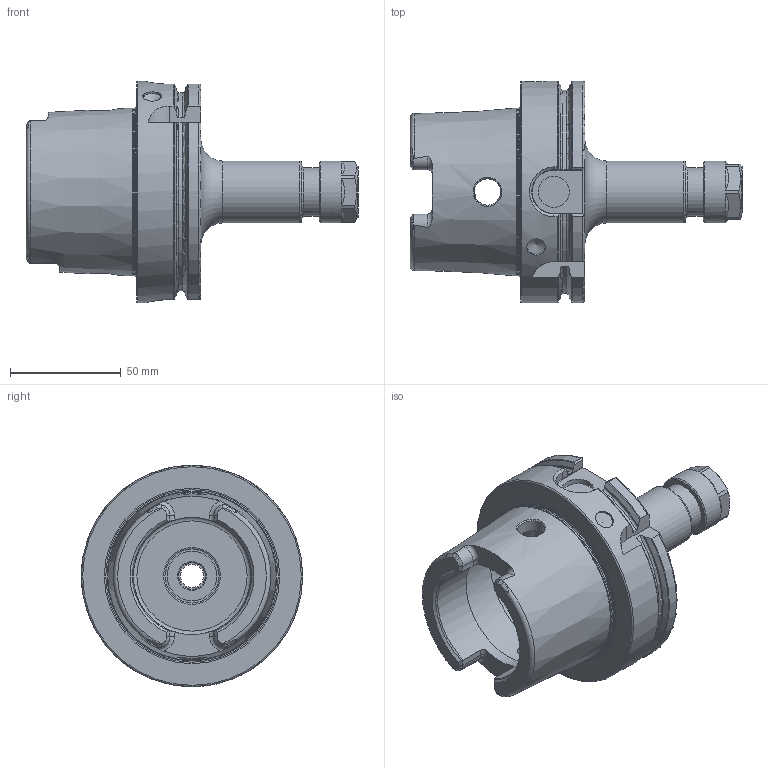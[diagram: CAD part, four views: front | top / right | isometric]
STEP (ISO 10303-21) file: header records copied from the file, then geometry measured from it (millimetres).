
FILE_DESCRIPTION(/* description */ (''),/* implementation_level */ '2;1');
FILE_NAME(/* name */ 'HSK100A-ER16H-100.step',/* time_stamp */ '2022-01-05T12:32:56-06:00',/* author */ (''),/* organization */ (''),/* preprocessor_version */ 'ST-DEVELOPER v18.1',/* originating_system */ 'Autodesk Translation Framework v10.10.0.1391',/* authorisation */ '');
FILE_SCHEMA (('AUTOMOTIVE_DESIGN { 1 0 10303 214 3 1 1 }'));
Length unit declared in the file: millimetre
Products named in the file (2): HSK100A-ER16H-100; NUT ERN16H
Assembly tree (1 placements, depth 2):
  HSK100A-ER16H-100
    NUT ERN16H
Bounding box: 150 x 100 x 100 mm (x, y, z)
Volume: 288145.7 mm3; surface area: 59760.1 mm2
Topology: 2 solids, 2 shells, 214 faces, 557 edges, 359 vertices
Faces by surface type: plane 81, cylinder 43, cone 40, torus 34, bspline 16
Full cylindrical faces by diameter (mm): 8.5 x1, 10 x1, 10.5 x1, 12 x3, 12.5 x1, 12.552 x1, 14 x1, 14.64 x1, 18.5 x1, 20.5 x1, 22 x1, 22.5 x1, 23.56 x1, 24.4 x1, 25 x1, 28 x2, 53 x2, 63 x1, 75.615 x1, 100 x1
Entity records: 10867 total; most frequent: CARTESIAN_POINT 5729, ORIENTED_EDGE 1112, DIRECTION 1015, EDGE_CURVE 556, AXIS2_PLACEMENT_3D 409, VERTEX_POINT 359, EDGE_LOOP 235, FACE_OUTER_BOUND 214
